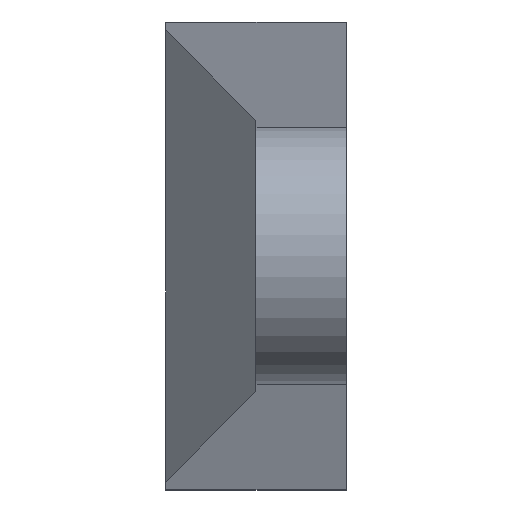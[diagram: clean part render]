
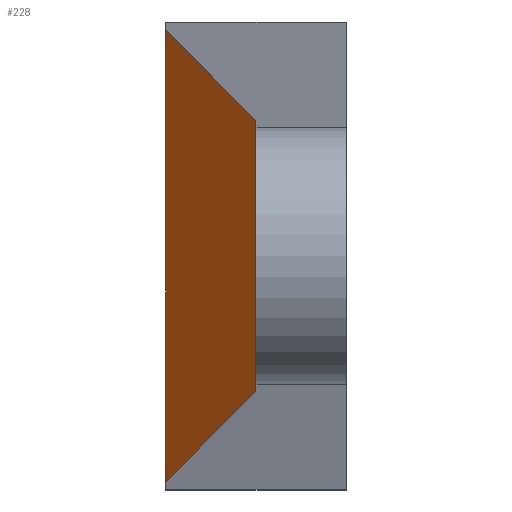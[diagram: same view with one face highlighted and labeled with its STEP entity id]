
A CAD part, left-side view. The second image highlights one B-rep face of the part: STEP entity #228.
In plain terms, the highlighted planar face has unit normal (-0.057, 0.998, 0).
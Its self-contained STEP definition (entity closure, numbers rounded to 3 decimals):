
#88 = EDGE_LOOP ( 'NONE', ( #433, #437, #293, #700 ) ) ;
#170 = DIRECTION ( 'NONE',  ( 0.057, -0.998, 0. ) ) ;
#183 = CARTESIAN_POINT ( 'NONE',  ( -205.139, 9.173, 14.262 ) ) ;
#185 = EDGE_CURVE ( 'NONE', #314, #685, #451, .T. ) ;
#228 = ADVANCED_FACE ( 'NONE', ( #649 ), #655, .F. ) ;
#231 = DIRECTION ( 'NONE',  ( 0.997, 0.057, -0.057 ) ) ;
#233 = VERTEX_POINT ( 'NONE', #308 ) ;
#240 = EDGE_CURVE ( 'NONE', #233, #685, #382, .T. ) ;
#260 = CARTESIAN_POINT ( 'NONE',  ( -16., 20., -26. ) ) ;
#293 = ORIENTED_EDGE ( 'NONE', *, *, #185, .T. ) ;
#302 = CARTESIAN_POINT ( 'NONE',  ( -190.69, 10., -15.092 ) ) ;
#308 = CARTESIAN_POINT ( 'NONE',  ( -16., 20., 25.124 ) ) ;
#314 = VERTEX_POINT ( 'NONE', #302 ) ;
#317 = AXIS2_PLACEMENT_3D ( 'NONE', #507, #170, #504 ) ;
#382 = LINE ( 'NONE', #183, #726 ) ;
#391 = DIRECTION ( 'NONE',  ( 0., 0., 1. ) ) ;
#416 = CARTESIAN_POINT ( 'NONE',  ( -190.69, 10., 15.092 ) ) ;
#418 = VERTEX_POINT ( 'NONE', #716 ) ;
#424 = VECTOR ( 'NONE', #391, 1000. ) ;
#433 = ORIENTED_EDGE ( 'NONE', *, *, #517, .F. ) ;
#437 = ORIENTED_EDGE ( 'NONE', *, *, #794, .F. ) ;
#448 = DIRECTION ( 'NONE',  ( 0., 0., 1. ) ) ;
#451 = LINE ( 'NONE', #524, #618 ) ;
#504 = DIRECTION ( 'NONE',  ( 0.998, 0.057, 0. ) ) ;
#507 = CARTESIAN_POINT ( 'NONE',  ( -1.193, 20.848, -26. ) ) ;
#517 = EDGE_CURVE ( 'NONE', #418, #233, #572, .T. ) ;
#524 = CARTESIAN_POINT ( 'NONE',  ( -190.69, 10., -26. ) ) ;
#572 = LINE ( 'NONE', #260, #424 ) ;
#607 = VECTOR ( 'NONE', #231, 1000. ) ;
#618 = VECTOR ( 'NONE', #448, 1000. ) ;
#634 = DIRECTION ( 'NONE',  ( -0.997, -0.057, -0.057 ) ) ;
#649 = FACE_OUTER_BOUND ( 'NONE', #88, .T. ) ;
#655 = PLANE ( 'NONE',  #317 ) ;
#685 = VERTEX_POINT ( 'NONE', #416 ) ;
#700 = ORIENTED_EDGE ( 'NONE', *, *, #240, .F. ) ;
#716 = CARTESIAN_POINT ( 'NONE',  ( -16., 20., -25.124 ) ) ;
#726 = VECTOR ( 'NONE', #634, 1000. ) ;
#794 = EDGE_CURVE ( 'NONE', #314, #418, #821, .T. ) ;
#821 = LINE ( 'NONE', #825, #607 ) ;
#825 = CARTESIAN_POINT ( 'NONE',  ( -205.139, 9.173, -14.262 ) ) ;
